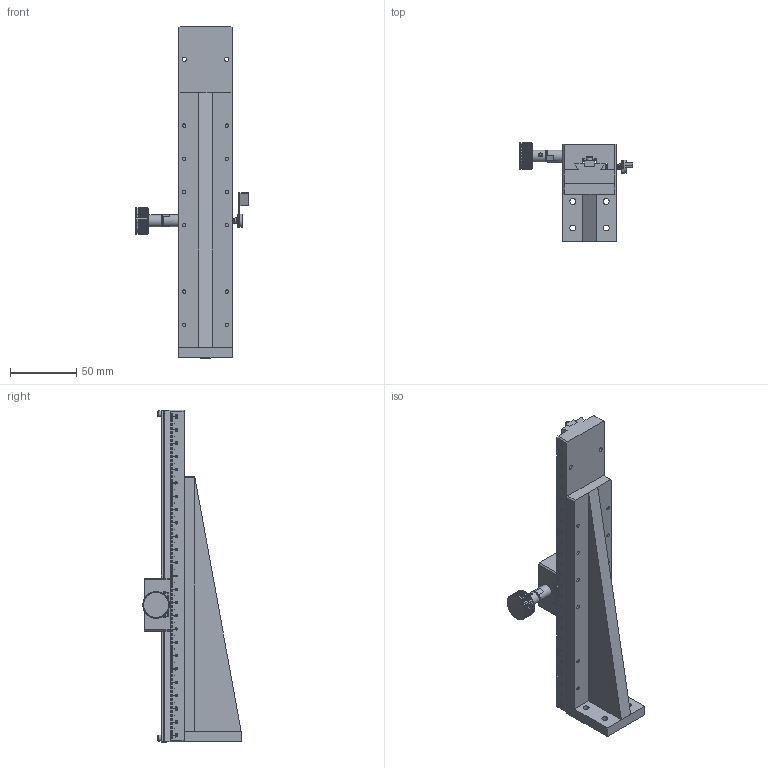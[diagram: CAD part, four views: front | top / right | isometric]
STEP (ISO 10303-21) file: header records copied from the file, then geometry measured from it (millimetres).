
FILE_DESCRIPTION (( 'STEP AP203' ), '1' );
FILE_NAME ('528793.STEP', '2024-10-15T03:09:12', ( 'Windows User' ), ( 'P R C' ), 'SwSTEP 2.0', 'SolidWorks 2020', '' );
FILE_SCHEMA (( 'CONFIG_CONTROL_DESIGN' ));
Products named in the file (1): 528793
Bounding box: 85.49 x 74.06 x 250 mm (x, y, z)
Volume: 294944.8 mm3; surface area: 99583.1 mm2
Topology: 29 solids, 29 shells, 3319 faces, 8866 edges, 5743 vertices
Faces by surface type: plane 2168, bspline 592, cone 282, cylinder 277
Full cylindrical faces by diameter (mm): 2.05 x6, 2.2 x1, 2.5 x50, 2.9 x5, 3 x6, 3.3 x12, 4 x20, 4.1 x2, 4.5 x12, 5 x3, 5.5 x4, 6 x6, 7 x4, 7.4 x1, 8 x9, 9 x3, 10 x2
Entity records: 198614 total; most frequent: CARTESIAN_POINT 122056, ORIENTED_EDGE 17066, DIRECTION 13074, EDGE_CURVE 8533, VECTOR 5994, LINE 5994, VERTEX_POINT 5649, EDGE_LOOP 3784
